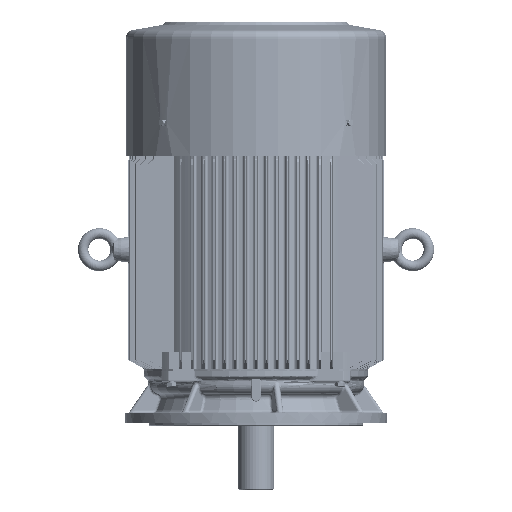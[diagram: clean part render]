
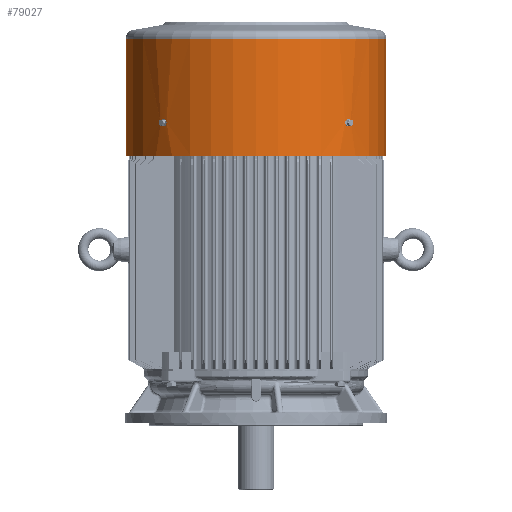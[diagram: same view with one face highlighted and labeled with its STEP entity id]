
A CAD part, left-side view. The second image highlights one B-rep face of the part: STEP entity #79027.
In plain terms, the highlighted cylindrical face has radius 273.5 mm (diameter 547 mm), a partial arc.
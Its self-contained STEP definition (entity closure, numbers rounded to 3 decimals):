
#6468=B_SPLINE_CURVE_WITH_KNOTS('',3,(#350728,#350729,#350730,#350731,#350732,
#350733),.UNSPECIFIED.,.F.,.F.,(4,2,4),(0.,0.5,1.),.UNSPECIFIED.);
#6472=B_SPLINE_CURVE_WITH_KNOTS('',3,(#350766,#350767,#350768,#350769,#350770,
#350771),.UNSPECIFIED.,.F.,.F.,(4,2,4),(0.,0.5,1.),.UNSPECIFIED.);
#6566=B_SPLINE_CURVE_WITH_KNOTS('',3,(#351896,#351897,#351898,#351899,#351900,
#351901,#351902,#351903,#351904,#351905),.UNSPECIFIED.,.F.,.F.,(4,2,2,2,
4),(0.,0.25,0.5,0.75,1.),.UNSPECIFIED.);
#6567=B_SPLINE_CURVE_WITH_KNOTS('',3,(#351909,#351910,#351911,#351912,#351913,
#351914),.UNSPECIFIED.,.F.,.F.,(4,2,4),(0.,0.5,1.),.UNSPECIFIED.);
#6568=B_SPLINE_CURVE_WITH_KNOTS('',3,(#351917,#351918,#351919,#351920,#351921,
#351922,#351923,#351924,#351925,#351926),.UNSPECIFIED.,.F.,.F.,(4,2,2,2,
4),(0.,0.25,0.5,0.75,1.),.UNSPECIFIED.);
#6569=B_SPLINE_CURVE_WITH_KNOTS('',3,(#351930,#351931,#351932,#351933,#351934,
#351935),.UNSPECIFIED.,.F.,.F.,(4,2,4),(0.,0.5,1.),.UNSPECIFIED.);
#19851=LINE('',#351936,#36615);
#19852=LINE('',#351940,#36616);
#36615=VECTOR('',#256574,1.);
#36616=VECTOR('',#256577,1.);
#79027=ADVANCED_FACE('',(#91247,#91248,#91249),#86877,.T.);
#86877=CYLINDRICAL_SURFACE('',#227431,273.5);
#91247=FACE_BOUND('',#97002,.T.);
#91248=FACE_BOUND('',#97003,.T.);
#91249=FACE_BOUND('',#97004,.T.);
#97002=EDGE_LOOP('',(#122498,#122499,#122500,#122501,#122502));
#97003=EDGE_LOOP('',(#122503,#122504,#122505,#122506,#122507));
#97004=EDGE_LOOP('',(#122508,#122509,#122510,#122511));
#122498=ORIENTED_EDGE('',*,*,#190980,.F.);
#122499=ORIENTED_EDGE('',*,*,#191177,.F.);
#122500=ORIENTED_EDGE('',*,*,#191178,.F.);
#122501=ORIENTED_EDGE('',*,*,#191179,.F.);
#122502=ORIENTED_EDGE('',*,*,#191180,.F.);
#122503=ORIENTED_EDGE('',*,*,#191181,.T.);
#122504=ORIENTED_EDGE('',*,*,#191182,.T.);
#122505=ORIENTED_EDGE('',*,*,#191183,.T.);
#122506=ORIENTED_EDGE('',*,*,#191184,.T.);
#122507=ORIENTED_EDGE('',*,*,#190988,.T.);
#122508=ORIENTED_EDGE('',*,*,#191038,.T.);
#122509=ORIENTED_EDGE('',*,*,#191185,.T.);
#122510=ORIENTED_EDGE('',*,*,#191186,.F.);
#122511=ORIENTED_EDGE('',*,*,#191187,.F.);
#168862=VERTEX_POINT('',#350734);
#168863=VERTEX_POINT('',#350735);
#168870=VERTEX_POINT('',#350772);
#168871=VERTEX_POINT('',#350773);
#168904=VERTEX_POINT('',#350873);
#168905=VERTEX_POINT('',#350875);
#169038=VERTEX_POINT('',#351895);
#169039=VERTEX_POINT('',#351906);
#169040=VERTEX_POINT('',#351908);
#169041=VERTEX_POINT('',#351916);
#169042=VERTEX_POINT('',#351927);
#169043=VERTEX_POINT('',#351929);
#169044=VERTEX_POINT('',#351937);
#169045=VERTEX_POINT('',#351939);
#190980=EDGE_CURVE('',#168862,#168863,#6468,.T.);
#190988=EDGE_CURVE('',#168870,#168871,#6472,.T.);
#191038=EDGE_CURVE('',#168905,#168904,#214479,.T.);
#191177=EDGE_CURVE('',#169038,#168862,#214524,.T.);
#191178=EDGE_CURVE('',#169039,#169038,#6566,.T.);
#191179=EDGE_CURVE('',#169040,#169039,#214525,.T.);
#191180=EDGE_CURVE('',#168863,#169040,#6567,.T.);
#191181=EDGE_CURVE('',#168871,#169041,#214526,.T.);
#191182=EDGE_CURVE('',#169041,#169042,#6568,.T.);
#191183=EDGE_CURVE('',#169042,#169043,#214527,.T.);
#191184=EDGE_CURVE('',#169043,#168870,#6569,.T.);
#191185=EDGE_CURVE('',#168904,#169044,#19851,.T.);
#191186=EDGE_CURVE('',#169045,#169044,#214528,.T.);
#191187=EDGE_CURVE('',#168905,#169045,#19852,.T.);
#214479=CIRCLE('',#227377,273.5);
#214524=CIRCLE('',#227426,273.5);
#214525=CIRCLE('',#227427,273.5);
#214526=CIRCLE('',#227428,273.5);
#214527=CIRCLE('',#227429,273.5);
#214528=CIRCLE('',#227430,273.5);
#227377=AXIS2_PLACEMENT_3D('',#350874,#256466,#256467);
#227426=AXIS2_PLACEMENT_3D('',#351894,#256566,#256567);
#227427=AXIS2_PLACEMENT_3D('',#351907,#256568,#256569);
#227428=AXIS2_PLACEMENT_3D('',#351915,#256570,#256571);
#227429=AXIS2_PLACEMENT_3D('',#351928,#256572,#256573);
#227430=AXIS2_PLACEMENT_3D('',#351938,#256575,#256576);
#227431=AXIS2_PLACEMENT_3D('',#351941,#256578,#256579);
#256466=DIRECTION('',(0.,0.,-1.));
#256467=DIRECTION('',(-0.003,-1.,0.));
#256566=DIRECTION('',(0.,0.,1.));
#256567=DIRECTION('',(0.003,1.,0.));
#256568=DIRECTION('',(0.,0.,-1.));
#256569=DIRECTION('',(-0.003,-1.,0.));
#256570=DIRECTION('',(0.,0.,-1.));
#256571=DIRECTION('',(-0.003,-1.,0.));
#256572=DIRECTION('',(0.,0.,1.));
#256573=DIRECTION('',(0.003,1.,0.));
#256574=DIRECTION('',(0.,0.,-1.));
#256575=DIRECTION('',(0.,0.,-1.));
#256576=DIRECTION('',(-0.003,-1.,0.));
#256577=DIRECTION('',(0.,0.,-1.));
#256578=DIRECTION('',(0.,0.,-1.));
#256579=DIRECTION('',(0.003,1.,0.));
#350728=CARTESIAN_POINT('',(9.092,494.087,677.544));
#350729=CARTESIAN_POINT('',(8.169,493.143,677.544));
#350730=CARTESIAN_POINT('',(7.274,492.212,678.086));
#350731=CARTESIAN_POINT('',(6.001,490.875,679.929));
#350732=CARTESIAN_POINT('',(5.629,490.479,681.224));
#350733=CARTESIAN_POINT('',(5.629,490.479,682.544));
#350734=CARTESIAN_POINT('',(9.092,494.087,677.544));
#350735=CARTESIAN_POINT('',(5.629,490.479,682.544));
#350766=CARTESIAN_POINT('',(17.098,103.861,682.544));
#350767=CARTESIAN_POINT('',(17.098,103.861,681.224));
#350768=CARTESIAN_POINT('',(16.703,104.232,679.932));
#350769=CARTESIAN_POINT('',(15.367,105.504,678.088));
#350770=CARTESIAN_POINT('',(14.434,106.401,677.544));
#350771=CARTESIAN_POINT('',(13.489,107.325,677.544));
#350772=CARTESIAN_POINT('',(17.098,103.861,682.544));
#350773=CARTESIAN_POINT('',(13.489,107.325,677.544));
#350873=CARTESIAN_POINT('',(205.563,576.403,858.758));
#350874=CARTESIAN_POINT('',(204.672,302.904,858.758));
#350875=CARTESIAN_POINT('',(203.781,29.406,858.758));
#351894=CARTESIAN_POINT('',(204.672,302.904,677.544));
#351895=CARTESIAN_POINT('',(14.768,499.726,677.544));
#351896=CARTESIAN_POINT('',(14.768,499.726,687.544));
#351897=CARTESIAN_POINT('',(15.718,500.643,687.544));
#351898=CARTESIAN_POINT('',(16.656,501.532,687.003));
#351899=CARTESIAN_POINT('',(18.,502.797,685.158));
#351900=CARTESIAN_POINT('',(18.398,503.165,683.852));
#351901=CARTESIAN_POINT('',(18.399,503.166,681.244));
#351902=CARTESIAN_POINT('',(18.01,502.805,679.945));
#351903=CARTESIAN_POINT('',(16.65,501.527,678.078));
#351904=CARTESIAN_POINT('',(15.718,500.643,677.544));
#351905=CARTESIAN_POINT('',(14.768,499.726,677.544));
#351906=CARTESIAN_POINT('',(14.768,499.726,687.544));
#351907=CARTESIAN_POINT('',(204.672,302.904,687.544));
#351908=CARTESIAN_POINT('',(9.092,494.087,687.544));
#351909=CARTESIAN_POINT('',(5.629,490.479,682.544));
#351910=CARTESIAN_POINT('',(5.629,490.479,683.865));
#351911=CARTESIAN_POINT('',(6.,490.874,685.157));
#351912=CARTESIAN_POINT('',(7.272,492.209,687.001));
#351913=CARTESIAN_POINT('',(8.169,493.143,687.544));
#351914=CARTESIAN_POINT('',(9.092,494.087,687.544));
#351915=CARTESIAN_POINT('',(204.672,302.904,677.544));
#351916=CARTESIAN_POINT('',(7.851,113.,677.544));
#351917=CARTESIAN_POINT('',(7.851,113.,677.544));
#351918=CARTESIAN_POINT('',(6.933,113.951,677.544));
#351919=CARTESIAN_POINT('',(6.044,114.888,678.086));
#351920=CARTESIAN_POINT('',(4.78,116.233,679.931));
#351921=CARTESIAN_POINT('',(4.412,116.63,681.237));
#351922=CARTESIAN_POINT('',(4.411,116.631,683.845));
#351923=CARTESIAN_POINT('',(4.771,116.242,685.144));
#351924=CARTESIAN_POINT('',(6.049,114.883,687.011));
#351925=CARTESIAN_POINT('',(6.933,113.951,687.544));
#351926=CARTESIAN_POINT('',(7.851,113.,687.544));
#351927=CARTESIAN_POINT('',(7.851,113.,687.544));
#351928=CARTESIAN_POINT('',(204.672,302.904,687.544));
#351929=CARTESIAN_POINT('',(13.489,107.325,687.544));
#351930=CARTESIAN_POINT('',(13.489,107.325,687.544));
#351931=CARTESIAN_POINT('',(14.434,106.401,687.544));
#351932=CARTESIAN_POINT('',(15.365,105.507,687.003));
#351933=CARTESIAN_POINT('',(16.701,104.234,685.16));
#351934=CARTESIAN_POINT('',(17.098,103.861,683.865));
#351935=CARTESIAN_POINT('',(17.098,103.861,682.544));
#351936=CARTESIAN_POINT('',(205.563,576.403,898.765));
#351937=CARTESIAN_POINT('',(205.563,576.403,613.544));
#351938=CARTESIAN_POINT('',(204.672,302.904,613.544));
#351939=CARTESIAN_POINT('',(203.781,29.406,613.544));
#351940=CARTESIAN_POINT('',(203.781,29.406,898.765));
#351941=CARTESIAN_POINT('',(204.672,302.904,898.765));
